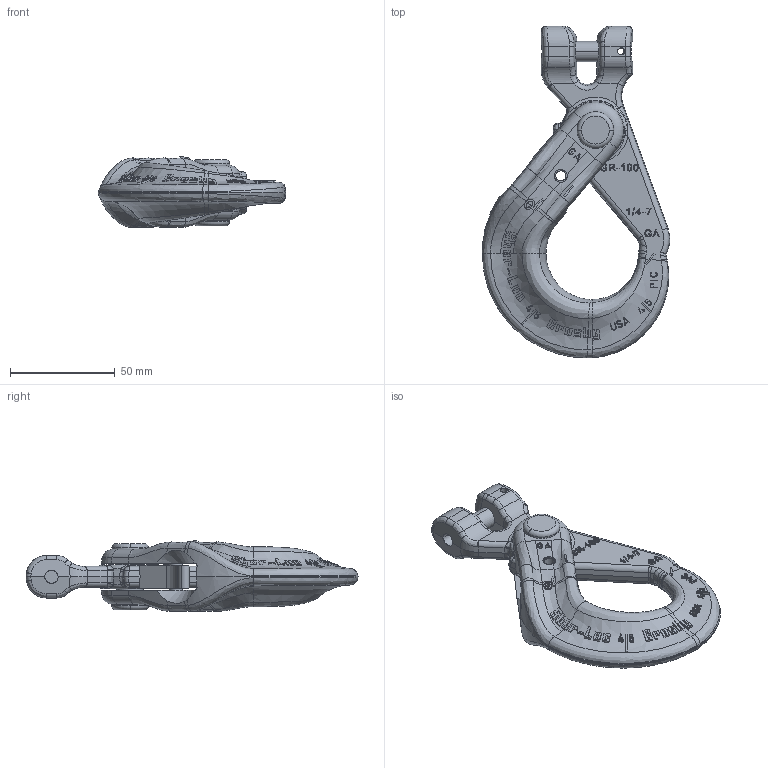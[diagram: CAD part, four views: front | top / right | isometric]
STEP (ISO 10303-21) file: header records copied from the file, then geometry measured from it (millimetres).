
FILE_DESCRIPTION((''),'2;1');
FILE_NAME('CROSBY_1317_025-7MM_1029000','2010-11-24T',('Alan Doughty'),('The Crosby Group LLC'),'PRO/ENGINEER BY PARAMETRIC TECHNOLOGY CORPORATION, 2010230','PRO/ENGINEER BY PARAMETRIC TECHNOLOGY CORPORATION, 2010230','');
FILE_SCHEMA(('CONFIG_CONTROL_DESIGN'));
Length unit declared in the file: inch
Products named in the file (1): CROSBY_1317_025-7MM_1029000
Bounding box: 89.65 x 158.75 x 33.99 mm (x, y, z)
Volume: 112427.7 mm3; surface area: 35470.3 mm2
Topology: 1 solids, 1 shells, 946 faces, 2429 edges, 1534 vertices
Faces by surface type: plane 465, bspline 229, cylinder 128, extrusion 65, torus 30, cone 29
Entity records: 41689 total; most frequent: CARTESIAN_POINT 21316, ORIENTED_EDGE 4858, DIRECTION 3048, EDGE_CURVE 2429, VERTEX_POINT 1534, VECTOR 1144, B_SPLINE_CURVE_WITH_KNOTS 1115, LINE 1079
